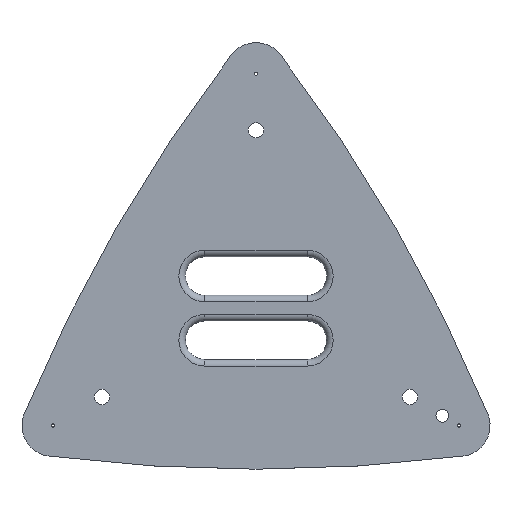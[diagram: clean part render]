
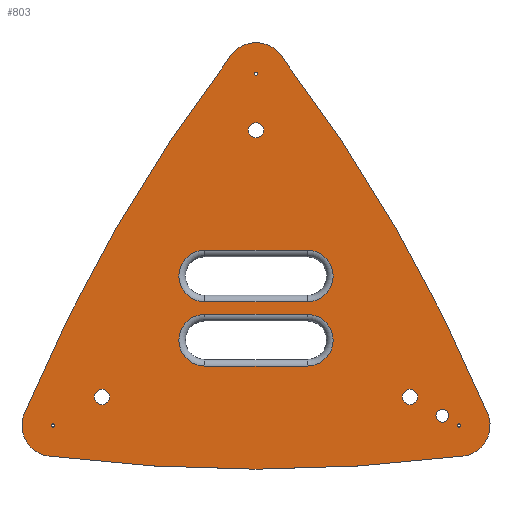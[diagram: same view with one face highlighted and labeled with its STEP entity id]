
A CAD part, top view. The second image highlights one B-rep face of the part: STEP entity #803.
In plain terms, the highlighted planar face has unit normal (0, 0, 1).
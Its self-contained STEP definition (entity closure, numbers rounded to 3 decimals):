
#278=CARTESIAN_POINT('',(-201.567,-144.107,12.5));
#279=VERTEX_POINT('',#278);
#286=CARTESIAN_POINT('',(-225.584,-102.509,12.5));
#287=VERTEX_POINT('',#286);
#288=CARTESIAN_POINT('',(-197.772,-114.184,12.5));
#289=DIRECTION('',(0.0,0.0,1.0));
#290=DIRECTION('',(0.922,-0.387,0.0));
#291=AXIS2_PLACEMENT_3D('',#288,#289,#290);
#292=CIRCLE('',#291,30.162);
#293=EDGE_CURVE('',#287,#279,#292,.T.);
#310=CARTESIAN_POINT('',(201.567,-144.107,12.5));
#311=VERTEX_POINT('',#310);
#318=CARTESIAN_POINT('',(0.0,1445.216,12.5));
#319=DIRECTION('',(0.0,0.0,1.0));
#320=DIRECTION('',(0.126,0.992,0.0));
#321=AXIS2_PLACEMENT_3D('',#318,#319,#320);
#322=CIRCLE('',#321,1602.053);
#323=EDGE_CURVE('',#279,#311,#322,.T.);
#335=CARTESIAN_POINT('',(225.584,-102.509,12.5));
#336=VERTEX_POINT('',#335);
#343=CARTESIAN_POINT('',(197.772,-114.184,12.5));
#344=DIRECTION('',(0.0,0.0,1.0));
#345=DIRECTION('',(-0.126,0.992,0.0));
#346=AXIS2_PLACEMENT_3D('',#343,#344,#345);
#347=CIRCLE('',#346,30.162);
#348=EDGE_CURVE('',#311,#336,#347,.T.);
#522=CARTESIAN_POINT('',(-50.0,-56.347,12.5));
#523=VERTEX_POINT('',#522);
#542=CARTESIAN_POINT('',(-50.0,-6.153,12.5));
#543=VERTEX_POINT('',#542);
#551=CARTESIAN_POINT('',(-50.0,-31.25,12.5));
#552=DIRECTION('',(0.0,0.0,1.0));
#553=DIRECTION('',(1.0,0.0,0.0));
#554=AXIS2_PLACEMENT_3D('',#551,#552,#553);
#555=CIRCLE('',#554,25.097);
#556=EDGE_CURVE('',#543,#523,#555,.T.);
#566=CARTESIAN_POINT('',(50.0,-56.347,12.5));
#567=VERTEX_POINT('',#566);
#584=CARTESIAN_POINT('',(-50.0,-56.347,12.5));
#585=DIRECTION('',(1.0,0.0,0.0));
#586=VECTOR('',#585,100.0);
#587=LINE('',#584,#586);
#588=EDGE_CURVE('',#523,#567,#587,.T.);
#600=CARTESIAN_POINT('',(50.0,-6.153,12.5));
#601=VERTEX_POINT('',#600);
#609=CARTESIAN_POINT('',(50.0,-6.153,12.5));
#610=DIRECTION('',(-1.0,0.0,0.0));
#611=VECTOR('',#610,100.0);
#612=LINE('',#609,#611);
#613=EDGE_CURVE('',#601,#543,#612,.T.);
#639=CARTESIAN_POINT('',(50.0,-31.25,12.5));
#640=DIRECTION('',(0.0,0.0,1.0));
#641=DIRECTION('',(0.0,1.0,0.0));
#642=AXIS2_PLACEMENT_3D('',#639,#640,#641);
#643=CIRCLE('',#642,25.097);
#644=EDGE_CURVE('',#567,#601,#643,.T.);
#649=CARTESIAN_POINT('',(0.,0.,12.5));
#650=DIRECTION('',(0.0,0.0,1.0));
#651=DIRECTION('',(1.0,0.0,0.0));
#652=AXIS2_PLACEMENT_3D('',#649,#650,#651);
#653=PLANE('',#652);
#654=CARTESIAN_POINT('',(24.016,246.616,12.5));
#655=VERTEX_POINT('',#654);
#656=CARTESIAN_POINT('',(-24.016,246.616,12.5));
#657=VERTEX_POINT('',#656);
#658=CARTESIAN_POINT('',(0.,228.368,12.5));
#659=DIRECTION('',(0.0,0.0,1.0));
#660=DIRECTION('',(-0.796,-0.605,0.0));
#661=AXIS2_PLACEMENT_3D('',#658,#659,#660);
#662=CIRCLE('',#661,30.163);
#663=EDGE_CURVE('',#655,#657,#662,.T.);
#664=ORIENTED_EDGE('',*,*,#663,.T.);
#665=CARTESIAN_POINT('',(1251.594,-722.608,12.5));
#666=DIRECTION('',(0.0,0.0,1.0));
#667=DIRECTION('',(0.796,-0.605,0.0));
#668=AXIS2_PLACEMENT_3D('',#665,#666,#667);
#669=CIRCLE('',#668,1602.053);
#670=EDGE_CURVE('',#657,#287,#669,.T.);
#671=ORIENTED_EDGE('',*,*,#670,.T.);
#672=ORIENTED_EDGE('',*,*,#293,.T.);
#673=ORIENTED_EDGE('',*,*,#323,.T.);
#674=ORIENTED_EDGE('',*,*,#348,.T.);
#675=CARTESIAN_POINT('',(-1251.594,-722.608,12.5));
#676=DIRECTION('',(0.0,0.0,1.0));
#677=DIRECTION('',(-0.922,-0.387,0.0));
#678=AXIS2_PLACEMENT_3D('',#675,#676,#677);
#679=CIRCLE('',#678,1602.053);
#680=EDGE_CURVE('',#336,#655,#679,.T.);
#681=ORIENTED_EDGE('',*,*,#680,.T.);
#682=EDGE_LOOP('',(#664,#671,#672,#673,#674,#681));
#683=FACE_OUTER_BOUND('',#682,.T.);
#684=CARTESIAN_POINT('',(-50.0,56.347,12.5));
#685=VERTEX_POINT('',#684);
#686=CARTESIAN_POINT('',(-50.0,6.153,12.5));
#687=VERTEX_POINT('',#686);
#688=CARTESIAN_POINT('',(-50.0,31.25,12.5));
#689=DIRECTION('',(0.0,0.0,1.0));
#690=DIRECTION('',(1.0,0.0,0.0));
#691=AXIS2_PLACEMENT_3D('',#688,#689,#690);
#692=CIRCLE('',#691,25.097);
#693=EDGE_CURVE('',#685,#687,#692,.T.);
#694=ORIENTED_EDGE('',*,*,#693,.F.);
#695=CARTESIAN_POINT('',(50.0,56.347,12.5));
#696=VERTEX_POINT('',#695);
#697=CARTESIAN_POINT('',(50.0,56.347,12.5));
#698=DIRECTION('',(-1.0,0.0,0.0));
#699=VECTOR('',#698,100.0);
#700=LINE('',#697,#699);
#701=EDGE_CURVE('',#696,#685,#700,.T.);
#702=ORIENTED_EDGE('',*,*,#701,.F.);
#703=CARTESIAN_POINT('',(50.0,6.153,12.5));
#704=VERTEX_POINT('',#703);
#705=CARTESIAN_POINT('',(50.0,31.25,12.5));
#706=DIRECTION('',(0.0,0.0,1.0));
#707=DIRECTION('',(0.0,1.0,0.0));
#708=AXIS2_PLACEMENT_3D('',#705,#706,#707);
#709=CIRCLE('',#708,25.097);
#710=EDGE_CURVE('',#704,#696,#709,.T.);
#711=ORIENTED_EDGE('',*,*,#710,.F.);
#712=CARTESIAN_POINT('',(-50.0,6.153,12.5));
#713=DIRECTION('',(1.0,0.0,0.0));
#714=VECTOR('',#713,100.0);
#715=LINE('',#712,#714);
#716=EDGE_CURVE('',#687,#704,#715,.T.);
#717=ORIENTED_EDGE('',*,*,#716,.F.);
#718=EDGE_LOOP('',(#694,#702,#711,#717));
#719=FACE_BOUND('',#718,.T.);
#720=CARTESIAN_POINT('',(175.284,-104.809,12.5));
#721=VERTEX_POINT('',#720);
#722=CARTESIAN_POINT('',(181.534,-104.809,12.5));
#723=DIRECTION('',(0.0,0.0,-1.0));
#724=DIRECTION('',(1.0,0.0,0.0));
#725=AXIS2_PLACEMENT_3D('',#722,#723,#724);
#726=CIRCLE('',#725,6.25);
#727=EDGE_CURVE('',#721,#721,#726,.T.);
#728=ORIENTED_EDGE('',*,*,#727,.T.);
#729=EDGE_LOOP('',(#728));
#730=FACE_BOUND('',#729,.T.);
#731=CARTESIAN_POINT('',(153.75,-80.107,12.5));
#732=VERTEX_POINT('',#731);
#733=CARTESIAN_POINT('',(150.,-86.603,12.5));
#734=DIRECTION('',(0.0,0.0,-1.0));
#735=DIRECTION('',(-0.5,-0.866,0.0));
#736=AXIS2_PLACEMENT_3D('',#733,#734,#735);
#737=CIRCLE('',#736,7.5);
#738=EDGE_CURVE('',#732,#732,#737,.T.);
#739=ORIENTED_EDGE('',*,*,#738,.T.);
#740=EDGE_LOOP('',(#739));
#741=FACE_BOUND('',#740,.T.);
#742=CARTESIAN_POINT('',(-146.25,-93.098,12.5));
#743=VERTEX_POINT('',#742);
#744=CARTESIAN_POINT('',(-150.,-86.603,12.5));
#745=DIRECTION('',(0.0,0.0,-1.0));
#746=DIRECTION('',(-0.5,0.866,0.0));
#747=AXIS2_PLACEMENT_3D('',#744,#745,#746);
#748=CIRCLE('',#747,7.5);
#749=EDGE_CURVE('',#743,#743,#748,.T.);
#750=ORIENTED_EDGE('',*,*,#749,.T.);
#751=EDGE_LOOP('',(#750));
#752=FACE_BOUND('',#751,.T.);
#753=CARTESIAN_POINT('',(-7.5,173.205,12.5));
#754=VERTEX_POINT('',#753);
#755=CARTESIAN_POINT('',(0.,173.205,12.5));
#756=DIRECTION('',(0.0,0.0,-1.0));
#757=DIRECTION('',(1.0,0.0,0.0));
#758=AXIS2_PLACEMENT_3D('',#755,#756,#757);
#759=CIRCLE('',#758,7.5);
#760=EDGE_CURVE('',#754,#754,#759,.T.);
#761=ORIENTED_EDGE('',*,*,#760,.T.);
#762=EDGE_LOOP('',(#761));
#763=FACE_BOUND('',#762,.T.);
#764=CARTESIAN_POINT('',(199.36,-114.184,12.5));
#765=VERTEX_POINT('',#764);
#766=CARTESIAN_POINT('',(197.772,-114.184,12.5));
#767=DIRECTION('',(0.0,0.0,-1.0));
#768=DIRECTION('',(-1.0,0.0,0.0));
#769=AXIS2_PLACEMENT_3D('',#766,#767,#768);
#770=CIRCLE('',#769,1.588);
#771=EDGE_CURVE('',#765,#765,#770,.T.);
#772=ORIENTED_EDGE('',*,*,#771,.T.);
#773=EDGE_LOOP('',(#772));
#774=FACE_BOUND('',#773,.T.);
#775=CARTESIAN_POINT('',(-196.185,-114.184,12.5));
#776=VERTEX_POINT('',#775);
#777=CARTESIAN_POINT('',(-197.772,-114.184,12.5));
#778=DIRECTION('',(0.0,0.0,-1.0));
#779=DIRECTION('',(-1.0,0.0,0.0));
#780=AXIS2_PLACEMENT_3D('',#777,#778,#779);
#781=CIRCLE('',#780,1.588);
#782=EDGE_CURVE('',#776,#776,#781,.T.);
#783=ORIENTED_EDGE('',*,*,#782,.T.);
#784=EDGE_LOOP('',(#783));
#785=FACE_BOUND('',#784,.T.);
#786=CARTESIAN_POINT('',(1.587,228.368,12.5));
#787=VERTEX_POINT('',#786);
#788=CARTESIAN_POINT('',(0.,228.368,12.5));
#789=DIRECTION('',(0.0,0.0,-1.0));
#790=DIRECTION('',(-1.0,0.0,0.0));
#791=AXIS2_PLACEMENT_3D('',#788,#789,#790);
#792=CIRCLE('',#791,1.588);
#793=EDGE_CURVE('',#787,#787,#792,.T.);
#794=ORIENTED_EDGE('',*,*,#793,.T.);
#795=EDGE_LOOP('',(#794));
#796=FACE_BOUND('',#795,.T.);
#797=ORIENTED_EDGE('',*,*,#556,.F.);
#798=ORIENTED_EDGE('',*,*,#613,.F.);
#799=ORIENTED_EDGE('',*,*,#644,.F.);
#800=ORIENTED_EDGE('',*,*,#588,.F.);
#801=EDGE_LOOP('',(#797,#798,#799,#800));
#802=FACE_BOUND('',#801,.T.);
#803=ADVANCED_FACE('',(#683,#719,#730,#741,#752,#763,#774,#785,#796,#802),#653,.T.);
